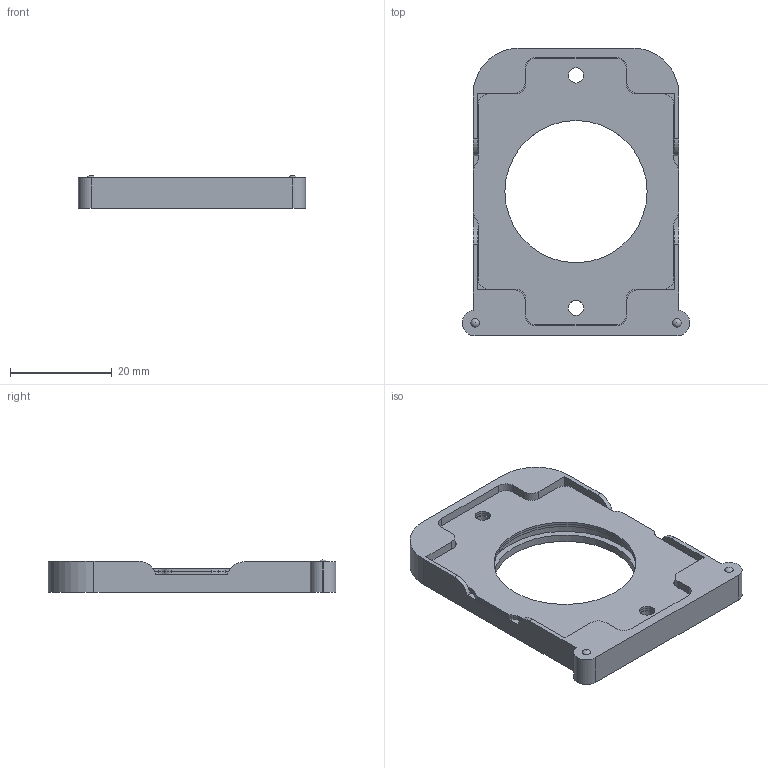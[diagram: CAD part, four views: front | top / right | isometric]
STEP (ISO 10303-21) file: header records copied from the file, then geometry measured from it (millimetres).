
FILE_DESCRIPTION(/* description */ (''),/* implementation_level */ '2;1');
FILE_NAME(/* name */ 'Holder - 30x2mm filter.step',/* time_stamp */ '2025-07-29T16:33:48+02:00',/* author */ (''),/* organization */ (''),/* preprocessor_version */ 'ST-DEVELOPER v20.1',/* originating_system */ 'Autodesk Translation Framework v14.10.0.0',/* authorisation */ '');
FILE_SCHEMA (('AUTOMOTIVE_DESIGN { 1 0 10303 214 3 1 1 }'));
Length unit declared in the file: millimetre
Products named in the file (1): 2025-07-28-21-09-00-061
Bounding box: 44.6 x 56.45 x 6.45 mm (x, y, z)
Volume: 7795.2 mm3; surface area: 9916.2 mm2
Topology: 3 solids, 3 shells, 131 faces, 372 edges, 248 vertices
Faces by surface type: cylinder 68, plane 61, sphere 2
Full cylindrical faces by diameter (mm): 3 x6, 27.9 x3, 30.4 x1
Entity records: 4359 total; most frequent: DIRECTION 774, CARTESIAN_POINT 750, ORIENTED_EDGE 740, EDGE_CURVE 370, AXIS2_PLACEMENT_3D 272, VERTEX_POINT 248, LINE 230, VECTOR 230
